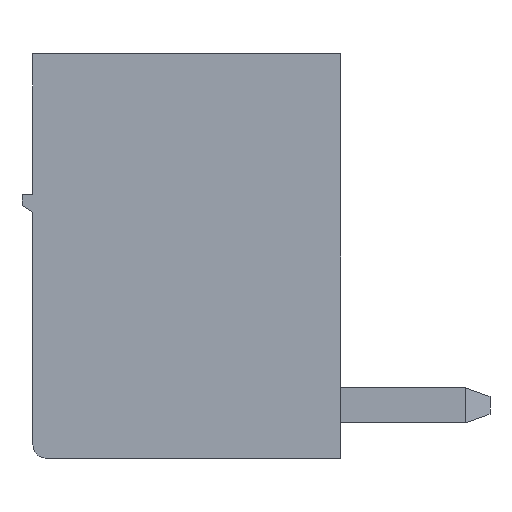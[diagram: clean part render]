
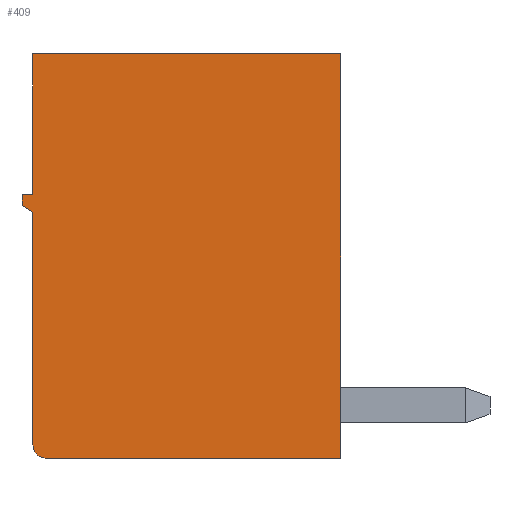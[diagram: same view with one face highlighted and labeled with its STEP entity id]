
A CAD part, left-side view. The second image highlights one B-rep face of the part: STEP entity #409.
In plain terms, the highlighted planar face has unit normal (-1, 0, 0).
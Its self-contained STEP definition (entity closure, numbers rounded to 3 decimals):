
#409 = ADVANCED_FACE( '', ( #1067 ), #1068, .F. );
#1067 = FACE_OUTER_BOUND( '', #1984, .T. );
#1068 = PLANE( '', #1985 );
#1984 = EDGE_LOOP( '', ( #3216, #3217, #3218, #3219, #3220, #3221, #3222, #3223, #3224 ) );
#1985 = AXIS2_PLACEMENT_3D( '', #3225, #3226, #3227 );
#3216 = ORIENTED_EDGE( '', *, *, #5751, .F. );
#3217 = ORIENTED_EDGE( '', *, *, #5752, .F. );
#3218 = ORIENTED_EDGE( '', *, *, #5753, .F. );
#3219 = ORIENTED_EDGE( '', *, *, #5754, .F. );
#3220 = ORIENTED_EDGE( '', *, *, #5755, .F. );
#3221 = ORIENTED_EDGE( '', *, *, #5756, .F. );
#3222 = ORIENTED_EDGE( '', *, *, #5757, .F. );
#3223 = ORIENTED_EDGE( '', *, *, #5758, .T. );
#3224 = ORIENTED_EDGE( '', *, *, #5729, .F. );
#3225 = CARTESIAN_POINT( '', ( -1010.027, -214.14, 0.933 ) );
#3226 = DIRECTION( '', ( 1., 0., 0. ) );
#3227 = DIRECTION( '', ( 0., 1., 0. ) );
#5729 = EDGE_CURVE( '', #6999, #6929, #7001, .T. );
#5751 = EDGE_CURVE( '', #7035, #6999, #7036, .T. );
#5752 = EDGE_CURVE( '', #7037, #7035, #7038, .T. );
#5753 = EDGE_CURVE( '', #7039, #7037, #7040, .T. );
#5754 = EDGE_CURVE( '', #7041, #7039, #7042, .T. );
#5755 = EDGE_CURVE( '', #7043, #7041, #7044, .T. );
#5756 = EDGE_CURVE( '', #7045, #7043, #7046, .T. );
#5757 = EDGE_CURVE( '', #7047, #7045, #7048, .T. );
#5758 = EDGE_CURVE( '', #7047, #6929, #7049, .T. );
#6929 = VERTEX_POINT( '', #8662 );
#6999 = VERTEX_POINT( '', #8768 );
#7001 = LINE( '', #8771, #8772 );
#7035 = VERTEX_POINT( '', #8822 );
#7036 = LINE( '', #8823, #8824 );
#7037 = VERTEX_POINT( '', #8825 );
#7038 = LINE( '', #8826, #8827 );
#7039 = VERTEX_POINT( '', #8828 );
#7040 = LINE( '', #8829, #8830 );
#7041 = VERTEX_POINT( '', #8831 );
#7042 = LINE( '', #8832, #8833 );
#7043 = VERTEX_POINT( '', #8834 );
#7044 = LINE( '', #8835, #8836 );
#7045 = VERTEX_POINT( '', #8837 );
#7046 = LINE( '', #8838, #8839 );
#7047 = VERTEX_POINT( '', #8840 );
#7048 = LINE( '', #8841, #8842 );
#7049 = CIRCLE( '', #8843, 0.3 );
#8662 = CARTESIAN_POINT( '', ( -1010.027, -214.44, -8.267 ) );
#8768 = CARTESIAN_POINT( '', ( -1010.027, -221.14, -8.267 ) );
#8771 = CARTESIAN_POINT( '', ( -1010.027, -214.44, -8.267 ) );
#8772 = VECTOR( '', #10575, 1000. );
#8822 = CARTESIAN_POINT( '', ( -1010.027, -221.14, 0.933 ) );
#8823 = CARTESIAN_POINT( '', ( -1010.027, -221.14, -8.267 ) );
#8824 = VECTOR( '', #10595, 1000. );
#8825 = CARTESIAN_POINT( '', ( -1010.027, -214.14, 0.933 ) );
#8826 = CARTESIAN_POINT( '', ( -1010.027, -221.14, 0.933 ) );
#8827 = VECTOR( '', #10596, 1000. );
#8828 = CARTESIAN_POINT( '', ( -1010.027, -214.14, -2.267 ) );
#8829 = CARTESIAN_POINT( '', ( -1010.027, -214.14, 0.933 ) );
#8830 = VECTOR( '', #10597, 1000. );
#8831 = CARTESIAN_POINT( '', ( -1010.027, -213.89, -2.267 ) );
#8832 = CARTESIAN_POINT( '', ( -1010.027, -214.14, -2.267 ) );
#8833 = VECTOR( '', #10598, 1000. );
#8834 = CARTESIAN_POINT( '', ( -1010.027, -213.89, -2.517 ) );
#8835 = CARTESIAN_POINT( '', ( -1010.027, -213.89, -2.267 ) );
#8836 = VECTOR( '', #10599, 1000. );
#8837 = CARTESIAN_POINT( '', ( -1010.027, -214.14, -2.667 ) );
#8838 = CARTESIAN_POINT( '', ( -1010.027, -213.89, -2.517 ) );
#8839 = VECTOR( '', #10600, 1000. );
#8840 = CARTESIAN_POINT( '', ( -1010.027, -214.14, -7.967 ) );
#8841 = CARTESIAN_POINT( '', ( -1010.027, -214.14, -2.667 ) );
#8842 = VECTOR( '', #10601, 1000. );
#8843 = AXIS2_PLACEMENT_3D( '', #10602, #10603, #10604 );
#10575 = DIRECTION( '', ( 0., 1., 0. ) );
#10595 = DIRECTION( '', ( 0., 0., -1. ) );
#10596 = DIRECTION( '', ( 0., -1., 0. ) );
#10597 = DIRECTION( '', ( 0., 0., 1. ) );
#10598 = DIRECTION( '', ( 0., -1., 0. ) );
#10599 = DIRECTION( '', ( 0., 0., 1. ) );
#10600 = DIRECTION( '', ( 0., 0.857, 0.514 ) );
#10601 = DIRECTION( '', ( 0., 0., 1. ) );
#10602 = CARTESIAN_POINT( '', ( -1010.027, -214.44, -7.967 ) );
#10603 = DIRECTION( '', ( -1., 0., 0. ) );
#10604 = DIRECTION( '', ( 0., 0., -1. ) );
